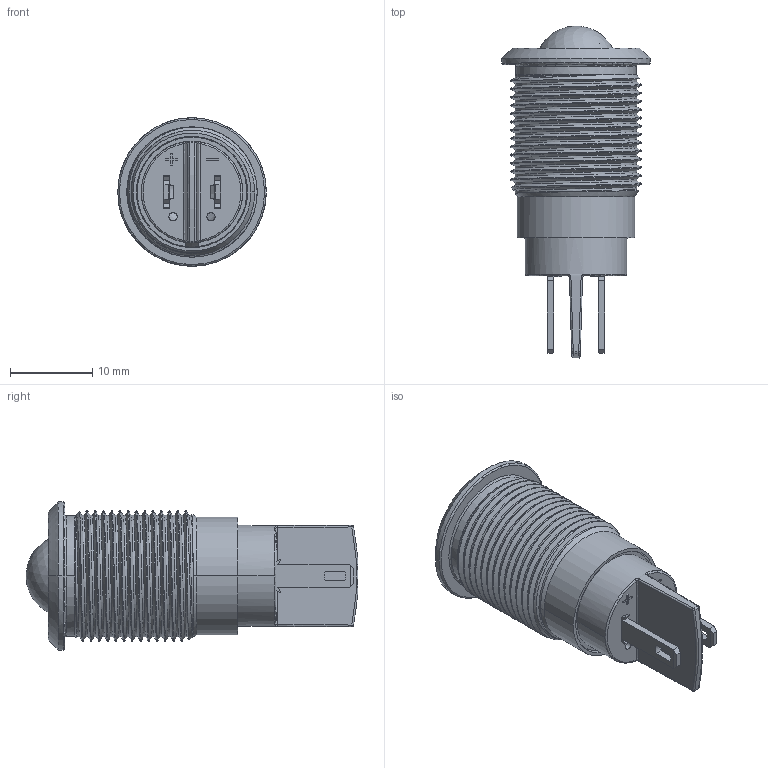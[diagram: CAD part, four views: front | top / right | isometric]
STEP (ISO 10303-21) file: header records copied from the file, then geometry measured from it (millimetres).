
FILE_DESCRIPTION(/* description */ (''),/* implementation_level */ '2;1');
FILE_NAME(/* name */ 'PVL16DLxxx.stp',/* time_stamp */ '2024-12-18T08:19:21-06:00',/* author */ ('jsteinblock'),/* organization */ (''),/* preprocessor_version */ 'ST-DEVELOPER v20',/* originating_system */ 'Autodesk Inventor 2022',/* authorisation */ '');
FILE_SCHEMA (('AUTOMOTIVE_DESIGN { 1 0 10303 214 3 1 1 }'));
Length unit declared in the file: inch
Products named in the file (1): PVL16DLxxx
Bounding box: 18 x 40.25 x 18 mm (x, y, z)
Volume: 1560 mm3; surface area: 4691.3 mm2
Topology: 3 solids, 3 shells, 201 faces, 525 edges, 337 vertices
Faces by surface type: bspline 108, plane 82, sphere 6, torus 5
Entity records: 25914 total; most frequent: CARTESIAN_POINT 21540, ORIENTED_EDGE 1048, DIRECTION 603, EDGE_CURVE 524, VERTEX_POINT 337, LINE 287, VECTOR 287, EDGE_LOOP 224
